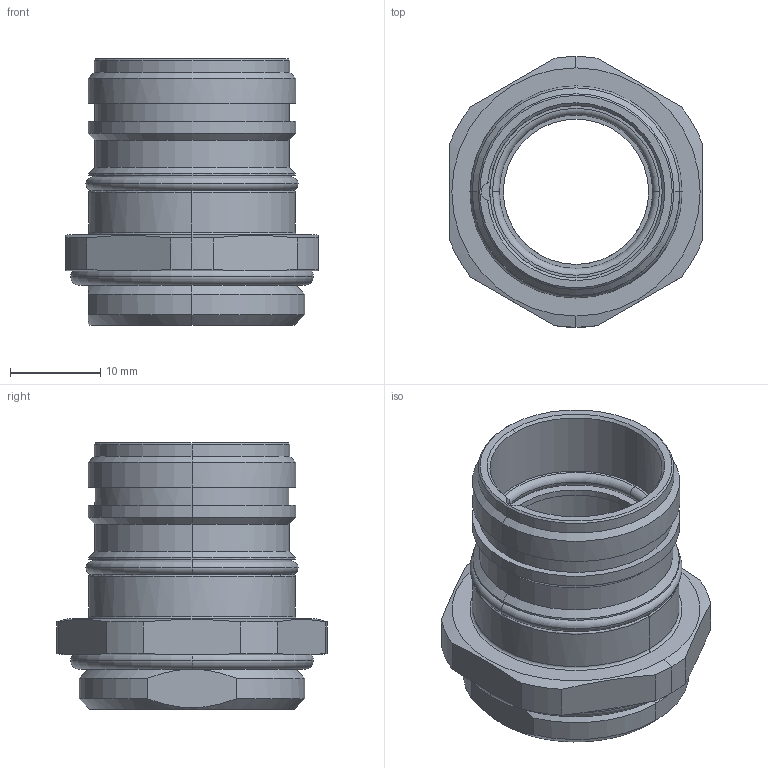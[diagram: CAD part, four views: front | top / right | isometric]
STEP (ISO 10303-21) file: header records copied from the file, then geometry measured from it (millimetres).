
FILE_DESCRIPTION(('CATIA V5 STEP Exchange','CAx-IF Rec.Pracs.--- Model Styling and Organization---1.4--- 2014-01-23'),'2;1');
FILE_NAME ('008206-1_1_1169970000_1169970000.stp','2020-02-13T06:35:36+00:00',('none'),('Weidmueller'),'CATIA Version 5-6 Release 2016 SP3 HF44','CATIA V5 STEP AP214','none');
FILE_SCHEMA(('AUTOMOTIVE_DESIGN { 1 0 10303 214 1 1 1 1 }'));
Length unit declared in the file: millimetre
Products named in the file (1): 1169970000
Bounding box: 28 x 30 x 29.5 mm (x, y, z)
Volume: 6005.6 mm3; surface area: 5752.1 mm2
Topology: 3 solids, 3 shells, 106 faces, 244 edges, 151 vertices
Faces by surface type: cylinder 45, plane 22, cone 19, torus 18, bspline 2
Entity records: 3412 total; most frequent: CARTESIAN_POINT 1144, ORIENTED_EDGE 488, DIRECTION 384, EDGE_CURVE 242, AXIS2_PLACEMENT_3D 214, VERTEX_POINT 149, EDGE_LOOP 119, CIRCLE 114
